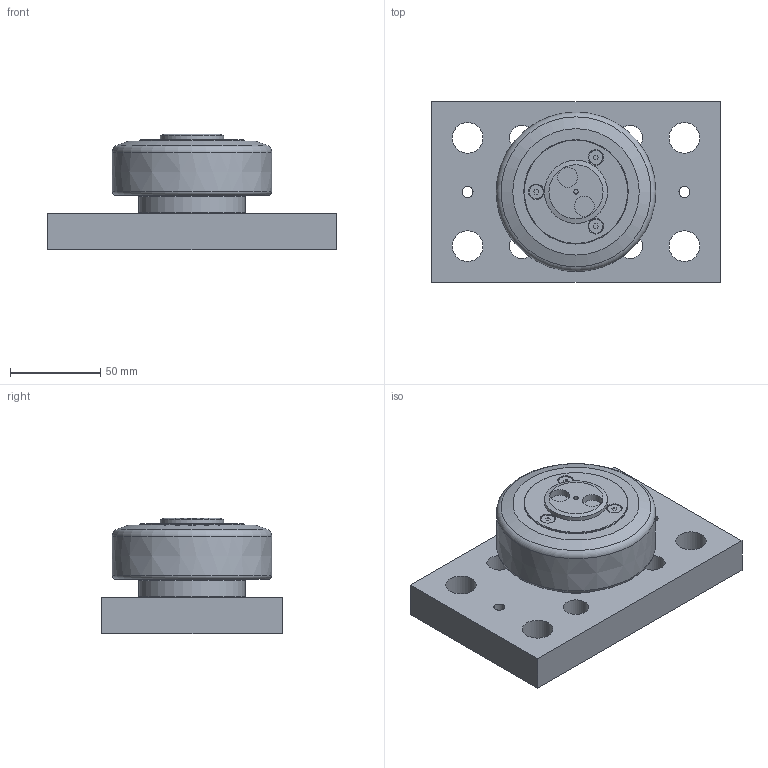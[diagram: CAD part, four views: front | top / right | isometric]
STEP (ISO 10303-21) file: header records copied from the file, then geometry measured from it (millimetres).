
FILE_DESCRIPTION(/* description */ ('-','CAx-IF Rec.Pracs.---Representation and Presentation of Product Manufacturing Information (PMI)---4.0---2014-10-13'),/* implementation_level */ '2;1');
FILE_NAME(/* name */ '6fa8d306-367c-4c30-bf01-759f0384a509.stp',/* time_stamp */ '2020-04-01T16:34:39+02:00',/* author */ ('-'),/* organization */ ('NTI CADcenter A/S'),/* preprocessor_version */ 'ST-DEVELOPER v18',/* originating_system */ 'Autodesk Inventor 2020',/* authorisation */ '-');
FILE_SCHEMA (('AP242_MANAGED_MODEL_BASED_3D_ENGINEERING_MIM_LF { 1 0 10303 442 1 1 4 }'));
Length unit declared in the file: millimetre
Products named in the file (1): TR 090.0368 BR1100_Kontur
Bounding box: 160 x 100 x 64 mm (x, y, z)
Volume: 489005.4 mm3; surface area: 66315.4 mm2
Topology: 1 solids, 1 shells, 86 faces, 212 edges, 148 vertices
Faces by surface type: plane 44, cylinder 28, cone 11, torus 2, bspline 1
Full cylindrical faces by diameter (mm): 2.5 x2, 3 x1, 4.917 x2, 6 x2, 7.8 x3, 8.6 x3, 11 x2, 13.835 x4, 17 x4, 35 x1, 45 x1, 55.3 x1, 57.8 x1, 59 x1
Entity records: 2756 total; most frequent: CARTESIAN_POINT 512, DIRECTION 485, ORIENTED_EDGE 424, EDGE_CURVE 212, AXIS2_PLACEMENT_3D 190, VERTEX_POINT 148, EDGE_LOOP 126, LINE 105
